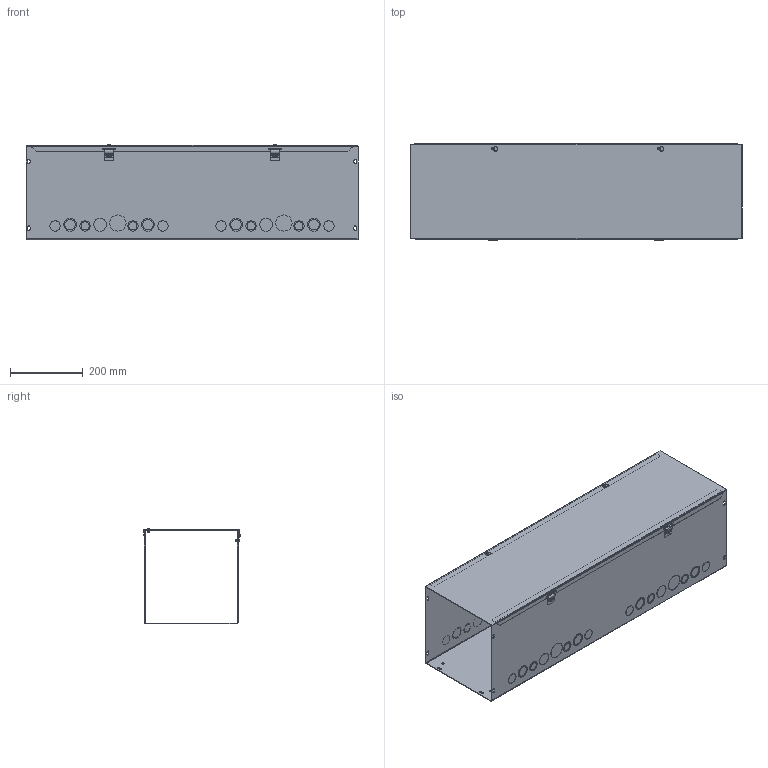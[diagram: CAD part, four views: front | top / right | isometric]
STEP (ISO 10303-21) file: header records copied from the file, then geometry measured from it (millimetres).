
FILE_DESCRIPTION(/* description */ ('HS_BLR 10X10X36'),/* implementation_level */ '2;1');
FILE_NAME(/* name */ 'HS10103.stp',/* time_stamp */ '2017-03-14T19:17:15+06:00',/* author */ ('mgunasekar'),/* organization */ (''),/* preprocessor_version */ 'ST-DEVELOPER v16.1',/* originating_system */ 'Autodesk Inventor 2016',/* authorisation */ '');
FILE_SCHEMA (('AUTOMOTIVE_DESIGN { 1 0 10303 214 3 1 1 }'));
Length unit declared in the file: inch
Products named in the file (5): HS10103BLR; HS10103LID; 372141; 31816; HS10103
Assembly tree (8 placements, depth 2):
  HS10103
    HS10103BLR
    HS10103LID
    372141  x4
    31816  x2
Bounding box: 914.4 x 266.84 x 263.07 mm (x, y, z)
Volume: 1882278.7 mm3; surface area: 2003654.3 mm2
Topology: 8 solids, 8 shells, 663 faces, 1559 edges, 964 vertices
Faces by surface type: plane 327, cylinder 168, cone 108, torus 52, bspline 8
Full cylindrical faces by diameter (mm): 4.089 x4, 4.595 x32, 6.35 x4, 7.938 x4, 22.225 x8, 28.575 x16, 28.6 x8, 34.925 x12, 44.45 x4
Entity records: 11542 total; most frequent: CARTESIAN_POINT 2172, DIRECTION 1887, ORIENTED_EDGE 1666, EDGE_CURVE 833, AXIS2_PLACEMENT_3D 691, EDGE_LOOP 599, VERTEX_POINT 586, LINE 505
